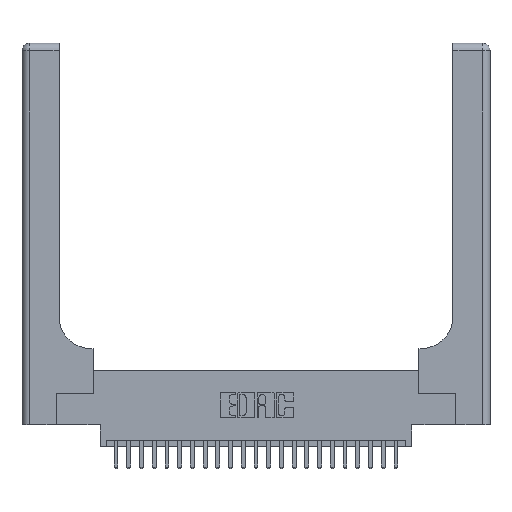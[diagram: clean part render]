
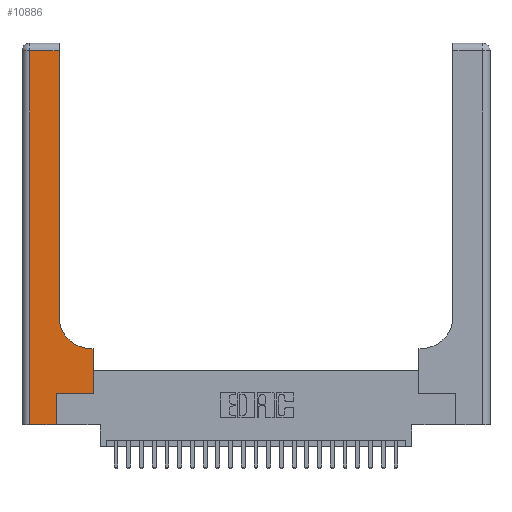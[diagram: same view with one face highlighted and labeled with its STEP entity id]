
A CAD part, top view. The second image highlights one B-rep face of the part: STEP entity #10886.
In plain terms, the highlighted planar face has unit normal (0, 0, 1).
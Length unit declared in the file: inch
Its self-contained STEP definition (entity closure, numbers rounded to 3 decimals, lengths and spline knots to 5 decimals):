
#186 = AXIS2_PLACEMENT_3D ( 'NONE', #15889, #15973, #3850 ) ;
#354 = VERTEX_POINT ( 'NONE', #5832 ) ;
#942 = VECTOR ( 'NONE', #962, 39.37008 ) ;
#962 = DIRECTION ( 'NONE',  ( 1., 0., 0. ) ) ;
#1433 = VECTOR ( 'NONE', #11757, 39.37008 ) ;
#1715 = EDGE_CURVE ( 'NONE', #14049, #15408, #18136, .T. ) ;
#2018 = EDGE_CURVE ( 'NONE', #17851, #14049, #12458, .T. ) ;
#2617 = CARTESIAN_POINT ( 'NONE',  ( 0., 2.94, 0.37 ) ) ;
#2880 = DIRECTION ( 'NONE',  ( 0., -1., 0. ) ) ;
#3332 = CARTESIAN_POINT ( 'NONE',  ( 0.06, 2.94, 0.37 ) ) ;
#3450 = CARTESIAN_POINT ( 'NONE',  ( 0.2915, 0.85, 0.37 ) ) ;
#3766 = PLANE ( 'NONE',  #186 ) ;
#3850 = DIRECTION ( 'NONE',  ( -1., 0., 0. ) ) ;
#3880 = EDGE_CURVE ( 'NONE', #15408, #24470, #17083, .T. ) ;
#4218 = EDGE_CURVE ( 'NONE', #8544, #18125, #10743, .T. ) ;
#4704 = ORIENTED_EDGE ( 'NONE', *, *, #2018, .T. ) ;
#4969 = VECTOR ( 'NONE', #19194, 39.37008 ) ;
#5832 = CARTESIAN_POINT ( 'NONE',  ( 0.2915, 2.94, 0.37 ) ) ;
#6287 = ORIENTED_EDGE ( 'NONE', *, *, #4218, .T. ) ;
#6919 = CARTESIAN_POINT ( 'NONE',  ( 0.5585, 0.25, 0.37 ) ) ;
#7044 = VECTOR ( 'NONE', #15644, 39.37008 ) ;
#7062 = EDGE_CURVE ( 'NONE', #354, #18749, #10884, .T. ) ;
#7146 = ORIENTED_EDGE ( 'NONE', *, *, #16741, .T. ) ;
#7373 = VECTOR ( 'NONE', #20532, 39.37008 ) ;
#8544 = VERTEX_POINT ( 'NONE', #9262 ) ;
#9262 = CARTESIAN_POINT ( 'NONE',  ( 0.5415, 0.6, 0.37 ) ) ;
#9438 = LINE ( 'NONE', #10930, #18269 ) ;
#10063 = DIRECTION ( 'NONE',  ( 0., 0., -1. ) ) ;
#10241 = VECTOR ( 'NONE', #18761, 39.37008 ) ;
#10743 = CIRCLE ( 'NONE', #21198, 0.25 ) ;
#10884 = LINE ( 'NONE', #2617, #10241 ) ;
#10886 = ADVANCED_FACE ( 'NONE', ( #17048 ), #3766, .F. ) ;
#10930 = CARTESIAN_POINT ( 'NONE',  ( 0.06, 3., 0.37 ) ) ;
#11596 = DIRECTION ( 'NONE',  ( 0., 1., 0. ) ) ;
#11757 = DIRECTION ( 'NONE',  ( -1., 0., 0. ) ) ;
#12458 = LINE ( 'NONE', #23553, #7044 ) ;
#12666 = CARTESIAN_POINT ( 'NONE',  ( 0.06, 0., 0.37 ) ) ;
#13138 = CARTESIAN_POINT ( 'NONE',  ( 0.2915, 3., 0.37 ) ) ;
#14049 = VERTEX_POINT ( 'NONE', #21165 ) ;
#14562 = CARTESIAN_POINT ( 'NONE',  ( 0.5585, 0.6, 0.37 ) ) ;
#14792 = CARTESIAN_POINT ( 'NONE',  ( 0.269, 0.25, 0.37 ) ) ;
#15035 = CARTESIAN_POINT ( 'NONE',  ( 0.269, 0.25, 0.37 ) ) ;
#15408 = VERTEX_POINT ( 'NONE', #14792 ) ;
#15644 = DIRECTION ( 'NONE',  ( 1., 0., 0. ) ) ;
#15752 = LINE ( 'NONE', #13138, #4969 ) ;
#15889 = CARTESIAN_POINT ( 'NONE',  ( 0., 3., 0.37 ) ) ;
#15973 = DIRECTION ( 'NONE',  ( 0., 0., -1. ) ) ;
#16308 = LINE ( 'NONE', #23721, #1433 ) ;
#16354 = ORIENTED_EDGE ( 'NONE', *, *, #3880, .T. ) ;
#16741 = EDGE_CURVE ( 'NONE', #18749, #17851, #9438, .T. ) ;
#17048 = FACE_OUTER_BOUND ( 'NONE', #24498, .T. ) ;
#17083 = LINE ( 'NONE', #15035, #942 ) ;
#17851 = VERTEX_POINT ( 'NONE', #12666 ) ;
#18125 = VERTEX_POINT ( 'NONE', #3450 ) ;
#18136 = LINE ( 'NONE', #22438, #7373 ) ;
#18269 = VECTOR ( 'NONE', #2880, 39.37008 ) ;
#18402 = ORIENTED_EDGE ( 'NONE', *, *, #23457, .T. ) ;
#18749 = VERTEX_POINT ( 'NONE', #3332 ) ;
#18761 = DIRECTION ( 'NONE',  ( -1., 0., 0. ) ) ;
#19194 = DIRECTION ( 'NONE',  ( 0., 1., 0. ) ) ;
#19425 = ORIENTED_EDGE ( 'NONE', *, *, #1715, .T. ) ;
#19598 = ORIENTED_EDGE ( 'NONE', *, *, #7062, .T. ) ;
#20087 = LINE ( 'NONE', #23571, #25364 ) ;
#20532 = DIRECTION ( 'NONE',  ( 0., 1., 0. ) ) ;
#21165 = CARTESIAN_POINT ( 'NONE',  ( 0.269, 0., 0.37 ) ) ;
#21198 = AXIS2_PLACEMENT_3D ( 'NONE', #22086, #10063, #24068 ) ;
#22086 = CARTESIAN_POINT ( 'NONE',  ( 0.5415, 0.85, 0.37 ) ) ;
#22438 = CARTESIAN_POINT ( 'NONE',  ( 0.269, 0., 0.37 ) ) ;
#22712 = EDGE_CURVE ( 'NONE', #18125, #354, #15752, .T. ) ;
#23241 = ORIENTED_EDGE ( 'NONE', *, *, #24107, .T. ) ;
#23457 = EDGE_CURVE ( 'NONE', #24470, #24351, #20087, .T. ) ;
#23553 = CARTESIAN_POINT ( 'NONE',  ( 0., 0., 0.37 ) ) ;
#23571 = CARTESIAN_POINT ( 'NONE',  ( 0.5585, 0.25, 0.37 ) ) ;
#23721 = CARTESIAN_POINT ( 'NONE',  ( 0.2915, 0.6, 0.37 ) ) ;
#24068 = DIRECTION ( 'NONE',  ( 1., 0., 0. ) ) ;
#24107 = EDGE_CURVE ( 'NONE', #24351, #8544, #16308, .T. ) ;
#24351 = VERTEX_POINT ( 'NONE', #14562 ) ;
#24470 = VERTEX_POINT ( 'NONE', #6919 ) ;
#24498 = EDGE_LOOP ( 'NONE', ( #25160, #19598, #7146, #4704, #19425, #16354, #18402, #23241, #6287 ) ) ;
#25160 = ORIENTED_EDGE ( 'NONE', *, *, #22712, .T. ) ;
#25364 = VECTOR ( 'NONE', #11596, 39.37008 ) ;
